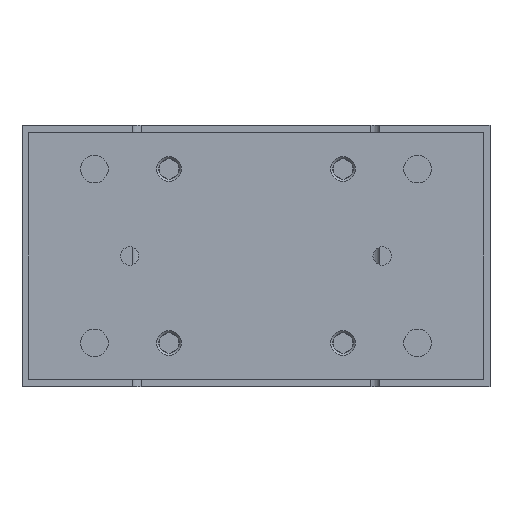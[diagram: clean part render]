
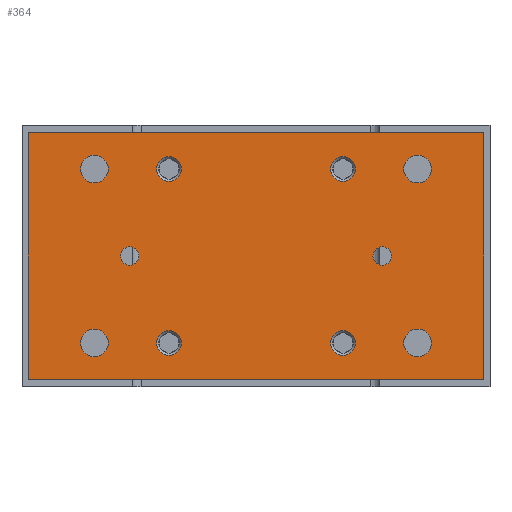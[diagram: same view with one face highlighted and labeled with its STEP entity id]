
A CAD part, left-side view. The second image highlights one B-rep face of the part: STEP entity #364.
In plain terms, the highlighted planar face has unit normal (-1, 0, 0).
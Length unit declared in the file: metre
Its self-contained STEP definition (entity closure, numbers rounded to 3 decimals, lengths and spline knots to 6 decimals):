
#364 = ADVANCED_FACE( '', ( #1088, #1089, #1090, #1091, #1092, #1093, #1094, #1095, #1096, #1097, #1098 ), #1099, .T. );
#1088 = FACE_BOUND( '', #1889, .T. );
#1089 = FACE_BOUND( '', #1890, .T. );
#1090 = FACE_BOUND( '', #1891, .T. );
#1091 = FACE_BOUND( '', #1892, .T. );
#1092 = FACE_BOUND( '', #1893, .T. );
#1093 = FACE_BOUND( '', #1894, .T. );
#1094 = FACE_BOUND( '', #1895, .T. );
#1095 = FACE_BOUND( '', #1896, .T. );
#1096 = FACE_BOUND( '', #1897, .T. );
#1097 = FACE_BOUND( '', #1898, .T. );
#1098 = FACE_OUTER_BOUND( '', #1899, .T. );
#1099 = PLANE( '', #1900 );
#1889 = EDGE_LOOP( '', ( #3448 ) );
#1890 = EDGE_LOOP( '', ( #3449 ) );
#1891 = EDGE_LOOP( '', ( #3450 ) );
#1892 = EDGE_LOOP( '', ( #3451 ) );
#1893 = EDGE_LOOP( '', ( #3452 ) );
#1894 = EDGE_LOOP( '', ( #3453 ) );
#1895 = EDGE_LOOP( '', ( #3454 ) );
#1896 = EDGE_LOOP( '', ( #3455 ) );
#1897 = EDGE_LOOP( '', ( #3456 ) );
#1898 = EDGE_LOOP( '', ( #3457 ) );
#1899 = EDGE_LOOP( '', ( #3458, #3459, #3460, #3461 ) );
#1900 = AXIS2_PLACEMENT_3D( '', #3462, #3463, #3464 );
#3448 = ORIENTED_EDGE( '', *, *, #4142, .T. );
#3449 = ORIENTED_EDGE( '', *, *, #4144, .F. );
#3450 = ORIENTED_EDGE( '', *, *, #4146, .F. );
#3451 = ORIENTED_EDGE( '', *, *, #4148, .T. );
#3452 = ORIENTED_EDGE( '', *, *, #4149, .F. );
#3453 = ORIENTED_EDGE( '', *, *, #4150, .T. );
#3454 = ORIENTED_EDGE( '', *, *, #4153, .T. );
#3455 = ORIENTED_EDGE( '', *, *, #4156, .F. );
#3456 = ORIENTED_EDGE( '', *, *, #4159, .F. );
#3457 = ORIENTED_EDGE( '', *, *, #4162, .T. );
#3458 = ORIENTED_EDGE( '', *, *, #4073, .T. );
#3459 = ORIENTED_EDGE( '', *, *, #4163, .T. );
#3460 = ORIENTED_EDGE( '', *, *, #4164, .T. );
#3461 = ORIENTED_EDGE( '', *, *, #4165, .T. );
#3462 = CARTESIAN_POINT( '', ( -0.106, -0.074, -0.0025 ) );
#3463 = DIRECTION( '', ( -1., 0., 0. ) );
#3464 = DIRECTION( '', ( 0., 0., 1. ) );
#4073 = EDGE_CURVE( '', #4847, #4845, #4848, .T. );
#4142 = EDGE_CURVE( '', #4969, #4969, #4970, .T. );
#4144 = EDGE_CURVE( '', #4973, #4973, #4974, .T. );
#4146 = EDGE_CURVE( '', #4977, #4977, #4978, .T. );
#4148 = EDGE_CURVE( '', #4981, #4981, #4982, .T. );
#4149 = EDGE_CURVE( '', #4983, #4983, #4984, .T. );
#4150 = EDGE_CURVE( '', #4985, #4985, #4986, .T. );
#4153 = EDGE_CURVE( '', #4991, #4991, #4992, .T. );
#4156 = EDGE_CURVE( '', #4997, #4997, #4998, .T. );
#4159 = EDGE_CURVE( '', #5003, #5003, #5004, .T. );
#4162 = EDGE_CURVE( '', #5009, #5009, #5010, .T. );
#4163 = EDGE_CURVE( '', #4845, #5011, #5012, .T. );
#4164 = EDGE_CURVE( '', #5011, #5013, #5014, .T. );
#4165 = EDGE_CURVE( '', #5013, #4847, #5015, .T. );
#4845 = VERTEX_POINT( '', #5871 );
#4847 = VERTEX_POINT( '', #5874 );
#4848 = LINE( '', #5875, #5876 );
#4969 = VERTEX_POINT( '', #6033 );
#4970 = CIRCLE( '', #6034, 0.004 );
#4973 = VERTEX_POINT( '', #6037 );
#4974 = CIRCLE( '', #6038, 0.004 );
#4977 = VERTEX_POINT( '', #6041 );
#4978 = CIRCLE( '', #6042, 0.004 );
#4981 = VERTEX_POINT( '', #6045 );
#4982 = CIRCLE( '', #6046, 0.004 );
#4983 = VERTEX_POINT( '', #6047 );
#4984 = CIRCLE( '', #6048, 0.003 );
#4985 = VERTEX_POINT( '', #6049 );
#4986 = CIRCLE( '', #6050, 0.003 );
#4991 = VERTEX_POINT( '', #6055 );
#4992 = CIRCLE( '', #6056, 0.0045 );
#4997 = VERTEX_POINT( '', #6061 );
#4998 = CIRCLE( '', #6062, 0.0045 );
#5003 = VERTEX_POINT( '', #6067 );
#5004 = CIRCLE( '', #6068, 0.0045 );
#5009 = VERTEX_POINT( '', #6073 );
#5010 = CIRCLE( '', #6074, 0.0045 );
#5011 = VERTEX_POINT( '', #6075 );
#5012 = LINE( '', #6076, #6077 );
#5013 = VERTEX_POINT( '', #6078 );
#5014 = LINE( '', #6079, #6080 );
#5015 = LINE( '', #6081, #6082 );
#5871 = CARTESIAN_POINT( '', ( -0.106, -0.074, -0.0025 ) );
#5874 = CARTESIAN_POINT( '', ( -0.106, -0.074, -0.0825 ) );
#5875 = CARTESIAN_POINT( '', ( -0.106, -0.074, -0.0825 ) );
#5876 = VECTOR( '', #6829, 1. );
#6033 = CARTESIAN_POINT( '', ( -0.106, 0.02425, -0.07075 ) );
#6034 = AXIS2_PLACEMENT_3D( '', #6956, #6957, #6958 );
#6037 = CARTESIAN_POINT( '', ( -0.106, -0.02425, -0.07075 ) );
#6038 = AXIS2_PLACEMENT_3D( '', #6962, #6963, #6964 );
#6041 = CARTESIAN_POINT( '', ( -0.106, 0.02425, -0.01425 ) );
#6042 = AXIS2_PLACEMENT_3D( '', #6968, #6969, #6970 );
#6045 = CARTESIAN_POINT( '', ( -0.106, -0.02425, -0.01425 ) );
#6046 = AXIS2_PLACEMENT_3D( '', #6974, #6975, #6976 );
#6047 = CARTESIAN_POINT( '', ( -0.106, 0.038, -0.0425 ) );
#6048 = AXIS2_PLACEMENT_3D( '', #6977, #6978, #6979 );
#6049 = CARTESIAN_POINT( '', ( -0.106, -0.038, -0.0425 ) );
#6050 = AXIS2_PLACEMENT_3D( '', #6980, #6981, #6982 );
#6055 = CARTESIAN_POINT( '', ( -0.106, -0.048, -0.07075 ) );
#6056 = AXIS2_PLACEMENT_3D( '', #6989, #6990, #6991 );
#6061 = CARTESIAN_POINT( '', ( -0.106, 0.048, -0.07075 ) );
#6062 = AXIS2_PLACEMENT_3D( '', #6998, #6999, #7000 );
#6067 = CARTESIAN_POINT( '', ( -0.106, -0.048, -0.01425 ) );
#6068 = AXIS2_PLACEMENT_3D( '', #7007, #7008, #7009 );
#6073 = CARTESIAN_POINT( '', ( -0.106, 0.048, -0.01425 ) );
#6074 = AXIS2_PLACEMENT_3D( '', #7016, #7017, #7018 );
#6075 = CARTESIAN_POINT( '', ( -0.106, 0.074, -0.0025 ) );
#6076 = CARTESIAN_POINT( '', ( -0.106, -0.074, -0.0025 ) );
#6077 = VECTOR( '', #7019, 1. );
#6078 = CARTESIAN_POINT( '', ( -0.106, 0.074, -0.0825 ) );
#6079 = CARTESIAN_POINT( '', ( -0.106, 0.074, -0.0025 ) );
#6080 = VECTOR( '', #7020, 1. );
#6081 = CARTESIAN_POINT( '', ( -0.106, 0.074, -0.0825 ) );
#6082 = VECTOR( '', #7021, 1. );
#6829 = DIRECTION( '', ( 0., 0., 1. ) );
#6956 = CARTESIAN_POINT( '', ( -0.106, 0.02825, -0.07075 ) );
#6957 = DIRECTION( '', ( 1., 0., 0. ) );
#6958 = DIRECTION( '', ( 0., -1., 0. ) );
#6962 = CARTESIAN_POINT( '', ( -0.106, -0.02825, -0.07075 ) );
#6963 = DIRECTION( '', ( -1., 0., 0. ) );
#6964 = DIRECTION( '', ( 0., 1., 0. ) );
#6968 = CARTESIAN_POINT( '', ( -0.106, 0.02825, -0.01425 ) );
#6969 = DIRECTION( '', ( -1., 0., 0. ) );
#6970 = DIRECTION( '', ( 0., -1., 0. ) );
#6974 = CARTESIAN_POINT( '', ( -0.106, -0.02825, -0.01425 ) );
#6975 = DIRECTION( '', ( 1., 0., 0. ) );
#6976 = DIRECTION( '', ( 0., 1., 0. ) );
#6977 = CARTESIAN_POINT( '', ( -0.106, 0.041, -0.0425 ) );
#6978 = DIRECTION( '', ( -1., 0., 0. ) );
#6979 = DIRECTION( '', ( 0., -1., 0. ) );
#6980 = CARTESIAN_POINT( '', ( -0.106, -0.041, -0.0425 ) );
#6981 = DIRECTION( '', ( 1., 0., 0. ) );
#6982 = DIRECTION( '', ( 0., 1., 0. ) );
#6989 = CARTESIAN_POINT( '', ( -0.106, -0.0525, -0.07075 ) );
#6990 = DIRECTION( '', ( 1., 0., 0. ) );
#6991 = DIRECTION( '', ( 0., 1., 0. ) );
#6998 = CARTESIAN_POINT( '', ( -0.106, 0.0525, -0.07075 ) );
#6999 = DIRECTION( '', ( -1., 0., 0. ) );
#7000 = DIRECTION( '', ( 0., -1., 0. ) );
#7007 = CARTESIAN_POINT( '', ( -0.106, -0.0525, -0.01425 ) );
#7008 = DIRECTION( '', ( -1., 0., 0. ) );
#7009 = DIRECTION( '', ( 0., 1., 0. ) );
#7016 = CARTESIAN_POINT( '', ( -0.106, 0.0525, -0.01425 ) );
#7017 = DIRECTION( '', ( 1., 0., 0. ) );
#7018 = DIRECTION( '', ( 0., -1., 0. ) );
#7019 = DIRECTION( '', ( 0., 1., 0. ) );
#7020 = DIRECTION( '', ( 0., 0., -1. ) );
#7021 = DIRECTION( '', ( 0., -1., 0. ) );
